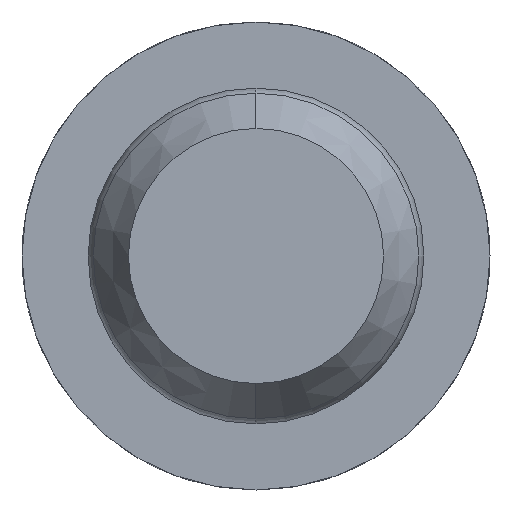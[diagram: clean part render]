
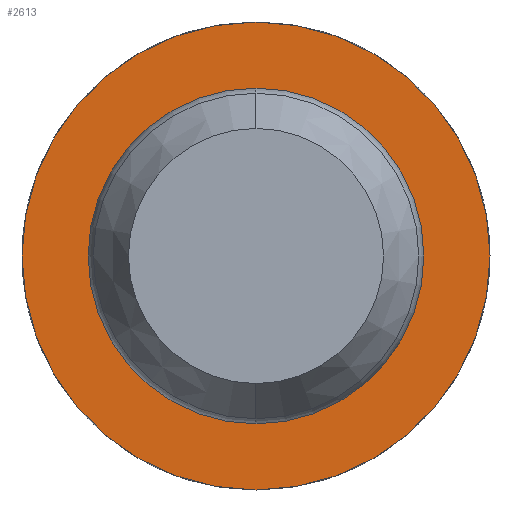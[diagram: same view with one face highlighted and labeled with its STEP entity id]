
A CAD part, front view. The second image highlights one B-rep face of the part: STEP entity #2613.
In plain terms, the highlighted planar face has unit normal (0, -1, 0).
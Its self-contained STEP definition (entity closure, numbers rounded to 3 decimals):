
#24 = DIRECTION ( 'NONE',  ( 0., 0., 1. ) ) ;
#247 = PLANE ( 'NONE',  #279 ) ;
#279 = AXIS2_PLACEMENT_3D ( 'NONE', #2207, #1196, #3491 ) ;
#329 = CARTESIAN_POINT ( 'NONE',  ( 0., -10.5, -0.825 ) ) ;
#345 = VERTEX_POINT ( 'NONE', #1381 ) ;
#582 = FACE_OUTER_BOUND ( 'NONE', #837, .T. ) ;
#837 = EDGE_LOOP ( 'NONE', ( #2199, #1008 ) ) ;
#1008 = ORIENTED_EDGE ( 'NONE', *, *, #1556, .F. ) ;
#1071 = AXIS2_PLACEMENT_3D ( 'NONE', #2947, #1348, #1658 ) ;
#1144 = EDGE_CURVE ( 'NONE', #3150, #2329, #3485, .T. ) ;
#1188 = CARTESIAN_POINT ( 'NONE',  ( 0., -10.5, 0. ) ) ;
#1196 = DIRECTION ( 'NONE',  ( 0., 1., 0. ) ) ;
#1348 = DIRECTION ( 'NONE',  ( 0., 1., 0. ) ) ;
#1381 = CARTESIAN_POINT ( 'NONE',  ( 0., -10.5, -1.15 ) ) ;
#1505 = CIRCLE ( 'NONE', #1071, 0.825 ) ;
#1522 = DIRECTION ( 'NONE',  ( 0., 0., 1. ) ) ;
#1556 = EDGE_CURVE ( 'NONE', #345, #2767, #3773, .T. ) ;
#1658 = DIRECTION ( 'NONE',  ( 0., 0., 1. ) ) ;
#1762 = EDGE_CURVE ( 'NONE', #2329, #3150, #1505, .T. ) ;
#1776 = DIRECTION ( 'NONE',  ( 0., 1., 0. ) ) ;
#1788 = CARTESIAN_POINT ( 'NONE',  ( 0., -10.5, 0.825 ) ) ;
#1934 = DIRECTION ( 'NONE',  ( 0., 1., 0. ) ) ;
#1993 = ORIENTED_EDGE ( 'NONE', *, *, #1144, .T. ) ;
#2102 = ORIENTED_EDGE ( 'NONE', *, *, #1762, .T. ) ;
#2199 = ORIENTED_EDGE ( 'NONE', *, *, #3146, .F. ) ;
#2207 = CARTESIAN_POINT ( 'NONE',  ( 1.15, -10.5, 0. ) ) ;
#2329 = VERTEX_POINT ( 'NONE', #329 ) ;
#2410 = DIRECTION ( 'NONE',  ( 0., 0., 1. ) ) ;
#2613 = ADVANCED_FACE ( 'NONE', ( #582, #3944 ), #247, .F. ) ;
#2738 = CIRCLE ( 'NONE', #3409, 1.15 ) ;
#2767 = VERTEX_POINT ( 'NONE', #3110 ) ;
#2947 = CARTESIAN_POINT ( 'NONE',  ( 0., -10.5, 0. ) ) ;
#3060 = EDGE_LOOP ( 'NONE', ( #1993, #2102 ) ) ;
#3080 = CARTESIAN_POINT ( 'NONE',  ( 0., -10.5, 0. ) ) ;
#3110 = CARTESIAN_POINT ( 'NONE',  ( 0., -10.5, 1.15 ) ) ;
#3146 = EDGE_CURVE ( 'NONE', #2767, #345, #2738, .T. ) ;
#3150 = VERTEX_POINT ( 'NONE', #1788 ) ;
#3217 = CARTESIAN_POINT ( 'NONE',  ( 0., -10.5, 0. ) ) ;
#3337 = AXIS2_PLACEMENT_3D ( 'NONE', #3217, #1934, #24 ) ;
#3409 = AXIS2_PLACEMENT_3D ( 'NONE', #3080, #1776, #2410 ) ;
#3454 = DIRECTION ( 'NONE',  ( 0., 1., 0. ) ) ;
#3485 = CIRCLE ( 'NONE', #3337, 0.825 ) ;
#3491 = DIRECTION ( 'NONE',  ( 0., 0., 1. ) ) ;
#3752 = AXIS2_PLACEMENT_3D ( 'NONE', #1188, #3454, #1522 ) ;
#3773 = CIRCLE ( 'NONE', #3752, 1.15 ) ;
#3944 = FACE_BOUND ( 'NONE', #3060, .T. ) ;
